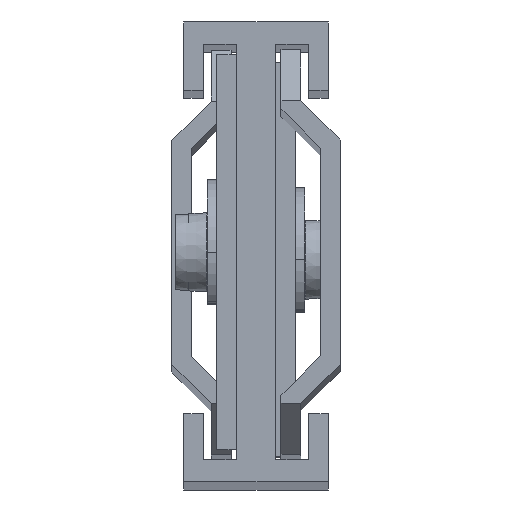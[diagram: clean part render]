
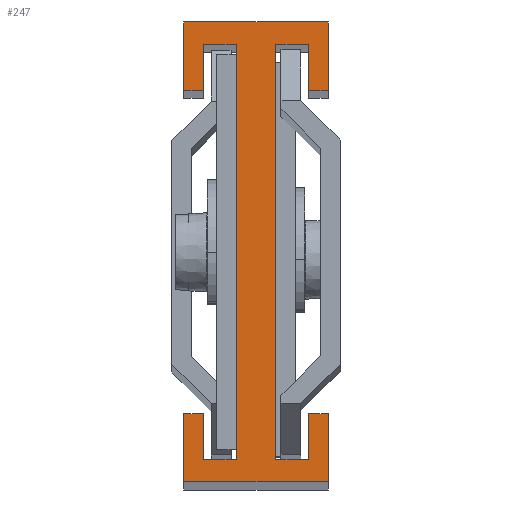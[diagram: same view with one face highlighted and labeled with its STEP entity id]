
A CAD part, top view. The second image highlights one B-rep face of the part: STEP entity #247.
In plain terms, the highlighted planar face has unit normal (0, 0, 1).
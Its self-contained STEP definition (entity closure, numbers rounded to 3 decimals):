
#247=ADVANCED_FACE('',(#620),#621,.T.);
#620=FACE_OUTER_BOUND('',#1040,.T.);
#621=PLANE('',#1041);
#1040=EDGE_LOOP('',(#2478,#2479,#2480,#2481,#2482,#2483,#2484,#2485,#2486,#2487,#2488,#2489,#2490,#2491,#2492,#2493,#2494,#2495,#2496,#2497));
#1041=AXIS2_PLACEMENT_3D('',#2498,#2499,#2500);
#2478=ORIENTED_EDGE('',*,*,#3236,.F.);
#2479=ORIENTED_EDGE('',*,*,#3233,.F.);
#2480=ORIENTED_EDGE('',*,*,#3230,.F.);
#2481=ORIENTED_EDGE('',*,*,#3227,.F.);
#2482=ORIENTED_EDGE('',*,*,#3224,.F.);
#2483=ORIENTED_EDGE('',*,*,#3206,.F.);
#2484=ORIENTED_EDGE('',*,*,#3222,.F.);
#2485=ORIENTED_EDGE('',*,*,#3219,.F.);
#2486=ORIENTED_EDGE('',*,*,#3216,.F.);
#2487=ORIENTED_EDGE('',*,*,#3212,.F.);
#2488=ORIENTED_EDGE('',*,*,#3262,.F.);
#2489=ORIENTED_EDGE('',*,*,#3259,.F.);
#2490=ORIENTED_EDGE('',*,*,#3256,.F.);
#2491=ORIENTED_EDGE('',*,*,#3253,.F.);
#2492=ORIENTED_EDGE('',*,*,#3250,.F.);
#2493=ORIENTED_EDGE('',*,*,#3108,.F.);
#2494=ORIENTED_EDGE('',*,*,#3248,.F.);
#2495=ORIENTED_EDGE('',*,*,#3245,.F.);
#2496=ORIENTED_EDGE('',*,*,#3242,.F.);
#2497=ORIENTED_EDGE('',*,*,#3239,.F.);
#2498=CARTESIAN_POINT('',(4.547,0.,349.0));
#2499=DIRECTION('',(0.0,0.0,1.0));
#2500=DIRECTION('',(1.0,0.0,0.0));
#3108=EDGE_CURVE('',#3883,#3884,#3885,.T.);
#3206=EDGE_CURVE('',#4030,#4031,#4032,.T.);
#3212=EDGE_CURVE('',#4040,#4041,#4042,.T.);
#3216=EDGE_CURVE('',#4041,#4048,#4049,.T.);
#3219=EDGE_CURVE('',#4048,#4053,#4054,.T.);
#3222=EDGE_CURVE('',#4053,#4030,#4058,.T.);
#3224=EDGE_CURVE('',#4031,#4060,#4061,.T.);
#3227=EDGE_CURVE('',#4060,#4065,#4066,.T.);
#3230=EDGE_CURVE('',#4065,#4070,#4071,.T.);
#3233=EDGE_CURVE('',#4070,#4075,#4076,.T.);
#3236=EDGE_CURVE('',#4075,#4080,#4081,.T.);
#3239=EDGE_CURVE('',#4080,#4085,#4086,.T.);
#3242=EDGE_CURVE('',#4085,#4090,#4091,.T.);
#3245=EDGE_CURVE('',#4090,#4095,#4096,.T.);
#3248=EDGE_CURVE('',#4095,#3883,#4100,.T.);
#3250=EDGE_CURVE('',#3884,#4102,#4103,.T.);
#3253=EDGE_CURVE('',#4102,#4107,#4108,.T.);
#3256=EDGE_CURVE('',#4107,#4112,#4113,.T.);
#3259=EDGE_CURVE('',#4112,#4117,#4118,.T.);
#3262=EDGE_CURVE('',#4117,#4040,#4122,.T.);
#3883=VERTEX_POINT('',#5004);
#3884=VERTEX_POINT('',#5005);
#3885=LINE('',#5006,#5007);
#4030=VERTEX_POINT('',#5220);
#4031=VERTEX_POINT('',#5221);
#4032=LINE('',#5222,#5223);
#4040=VERTEX_POINT('',#5234);
#4041=VERTEX_POINT('',#5235);
#4042=LINE('',#5236,#5237);
#4048=VERTEX_POINT('',#5246);
#4049=LINE('',#5247,#5248);
#4053=VERTEX_POINT('',#5254);
#4054=LINE('',#5255,#5256);
#4058=LINE('',#5262,#5263);
#4060=VERTEX_POINT('',#5266);
#4061=LINE('',#5267,#5268);
#4065=VERTEX_POINT('',#5274);
#4066=LINE('',#5275,#5276);
#4070=VERTEX_POINT('',#5282);
#4071=LINE('',#5283,#5284);
#4075=VERTEX_POINT('',#5290);
#4076=LINE('',#5291,#5292);
#4080=VERTEX_POINT('',#5298);
#4081=LINE('',#5299,#5300);
#4085=VERTEX_POINT('',#5306);
#4086=LINE('',#5307,#5308);
#4090=VERTEX_POINT('',#5314);
#4091=LINE('',#5315,#5316);
#4095=VERTEX_POINT('',#5322);
#4096=LINE('',#5323,#5324);
#4100=LINE('',#5330,#5331);
#4102=VERTEX_POINT('',#5334);
#4103=LINE('',#5335,#5336);
#4107=VERTEX_POINT('',#5342);
#4108=LINE('',#5343,#5344);
#4112=VERTEX_POINT('',#5350);
#4113=LINE('',#5351,#5352);
#4117=VERTEX_POINT('',#5358);
#4118=LINE('',#5359,#5360);
#4122=LINE('',#5366,#5367);
#5004=CARTESIAN_POINT('',(4.9,-15.8,349.0));
#5005=CARTESIAN_POINT('',(4.9,15.8,349.0));
#5006=CARTESIAN_POINT('',(4.9,15.8,349.0));
#5007=VECTOR('',#6194,1.0);
#5220=CARTESIAN_POINT('',(7.9,15.8,349.0));
#5221=CARTESIAN_POINT('',(7.9,-15.8,349.0));
#5222=CARTESIAN_POINT('',(7.9,-15.8,349.0));
#5223=VECTOR('',#6380,1.0);
#5234=CARTESIAN_POINT('',(11.9,17.5,349.0));
#5235=CARTESIAN_POINT('',(11.9,12.3,349.0));
#5236=CARTESIAN_POINT('',(11.9,12.3,349.0));
#5237=VECTOR('',#6390,1.0);
#5246=CARTESIAN_POINT('',(10.4,12.3,349.0));
#5247=CARTESIAN_POINT('',(10.4,12.3,349.0));
#5248=VECTOR('',#6394,1.0);
#5254=CARTESIAN_POINT('',(10.4,15.8,349.0));
#5255=CARTESIAN_POINT('',(10.4,15.8,349.0));
#5256=VECTOR('',#6397,1.0);
#5262=CARTESIAN_POINT('',(7.9,15.8,349.0));
#5263=VECTOR('',#6400,1.0);
#5266=CARTESIAN_POINT('',(10.4,-15.8,349.0));
#5267=CARTESIAN_POINT('',(10.4,-15.8,349.0));
#5268=VECTOR('',#6402,1.0);
#5274=CARTESIAN_POINT('',(10.4,-12.3,349.0));
#5275=CARTESIAN_POINT('',(10.4,-12.3,349.0));
#5276=VECTOR('',#6405,1.0);
#5282=CARTESIAN_POINT('',(11.9,-12.3,349.0));
#5283=CARTESIAN_POINT('',(11.9,-12.3,349.0));
#5284=VECTOR('',#6408,1.0);
#5290=CARTESIAN_POINT('',(11.9,-17.5,349.0));
#5291=CARTESIAN_POINT('',(11.9,-17.5,349.0));
#5292=VECTOR('',#6411,1.0);
#5298=CARTESIAN_POINT('',(0.9,-17.5,349.0));
#5299=CARTESIAN_POINT('',(6.4,-17.5,349.0));
#5300=VECTOR('',#6414,1.0);
#5306=CARTESIAN_POINT('',(0.9,-12.3,349.0));
#5307=CARTESIAN_POINT('',(0.9,-12.3,349.0));
#5308=VECTOR('',#6417,1.0);
#5314=CARTESIAN_POINT('',(2.4,-12.3,349.0));
#5315=CARTESIAN_POINT('',(2.4,-12.3,349.0));
#5316=VECTOR('',#6420,1.0);
#5322=CARTESIAN_POINT('',(2.4,-15.8,349.0));
#5323=CARTESIAN_POINT('',(2.4,-15.8,349.0));
#5324=VECTOR('',#6423,1.0);
#5330=CARTESIAN_POINT('',(4.9,-15.8,349.0));
#5331=VECTOR('',#6426,1.0);
#5334=CARTESIAN_POINT('',(2.4,15.8,349.0));
#5335=CARTESIAN_POINT('',(2.4,15.8,349.0));
#5336=VECTOR('',#6428,1.0);
#5342=CARTESIAN_POINT('',(2.4,12.3,349.0));
#5343=CARTESIAN_POINT('',(2.4,12.3,349.0));
#5344=VECTOR('',#6431,1.0);
#5350=CARTESIAN_POINT('',(0.9,12.3,349.0));
#5351=CARTESIAN_POINT('',(0.9,12.3,349.0));
#5352=VECTOR('',#6434,1.0);
#5358=CARTESIAN_POINT('',(0.9,17.5,349.0));
#5359=CARTESIAN_POINT('',(0.9,17.5,349.0));
#5360=VECTOR('',#6437,1.0);
#5366=CARTESIAN_POINT('',(6.4,17.5,349.0));
#5367=VECTOR('',#6440,1.0);
#6194=DIRECTION('',(0.0,1.0,0.0));
#6380=DIRECTION('',(0.,-1.0,0.0));
#6390=DIRECTION('',(0.,-1.0,0.0));
#6394=DIRECTION('',(-1.0,0.,0.0));
#6397=DIRECTION('',(0.,1.0,-0.0));
#6400=DIRECTION('',(-1.0,0.,0.0));
#6402=DIRECTION('',(1.0,0.,-0.0));
#6405=DIRECTION('',(0.,1.0,-0.0));
#6408=DIRECTION('',(1.0,0.,-0.0));
#6411=DIRECTION('',(0.,-1.0,0.0));
#6414=DIRECTION('',(-1.0,0.,0.0));
#6417=DIRECTION('',(0.0,1.0,0.0));
#6420=DIRECTION('',(1.0,0.0,0.0));
#6423=DIRECTION('',(-0.0,-1.0,-0.0));
#6426=DIRECTION('',(1.0,0.0,0.0));
#6428=DIRECTION('',(-1.0,-0.0,-0.0));
#6431=DIRECTION('',(-0.0,-1.0,-0.0));
#6434=DIRECTION('',(-1.0,-0.0,-0.0));
#6437=DIRECTION('',(0.0,1.0,0.0));
#6440=DIRECTION('',(1.0,0.0,0.0));
